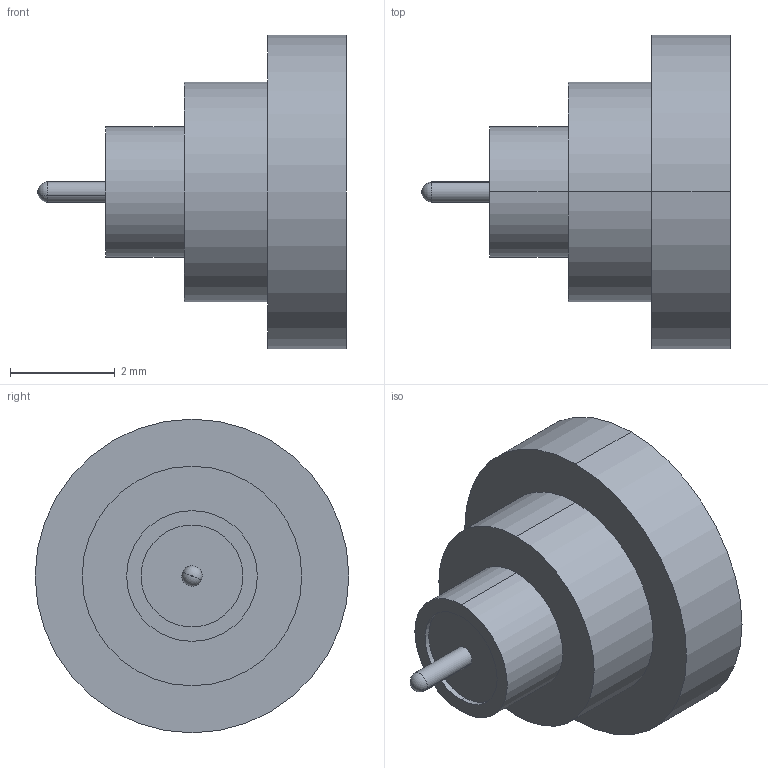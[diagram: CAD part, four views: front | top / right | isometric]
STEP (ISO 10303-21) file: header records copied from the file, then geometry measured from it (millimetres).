
FILE_DESCRIPTION (( 'STEP AP214' ), '1' );
FILE_NAME ('ÊÀÏÄ.434523.017 Ïåðåõîä ãåðìåòè÷íûé ìèêðîïîëîñêîâûé.STEP', '2023-05-03T02:31:40', ( '' ), ( '' ), 'SwSTEP 2.0', 'SolidWorks 2018', '' );
FILE_SCHEMA (( 'AUTOMOTIVE_DESIGN' ));
Length unit declared in the file: millimetre
Products named in the file (2): Äåòàëü3^ÊÀÏÄ.434523.017 Ïåðåõîä ãåðìåòè÷íûé ìèêðîïîëîñêîâûé; ÊÀÏÄ.434523.017 Ïåðåõîä ãåðìåòè÷íûé ìèêðîïîëîñêîâûé
Assembly tree (1 placements, depth 2):
  ÊÀÏÄ.434523.017 Ïåðåõîä ãåðìåòè÷íûé ìèêðîïîëîñêîâûé
    Äåòàëü3^ÊÀÏÄ.434523.017 Ïåðåõîä ãåðìåòè÷íûé ìèêðîïîëîñêîâûé
Bounding box: 5.9 x 6 x 6 mm (x, y, z)
Volume: 42.2 mm3; surface area: 144.9 mm2
Topology: 1 solids, 1 shells, 33 faces, 64 edges, 40 vertices
Faces by surface type: cylinder 16, plane 9, torus 6, cone 2
Entity records: 926 total; most frequent: DIRECTION 184, CARTESIAN_POINT 141, ORIENTED_EDGE 128, AXIS2_PLACEMENT_3D 83, EDGE_CURVE 64, CIRCLE 46, EDGE_LOOP 40, VERTEX_POINT 40
